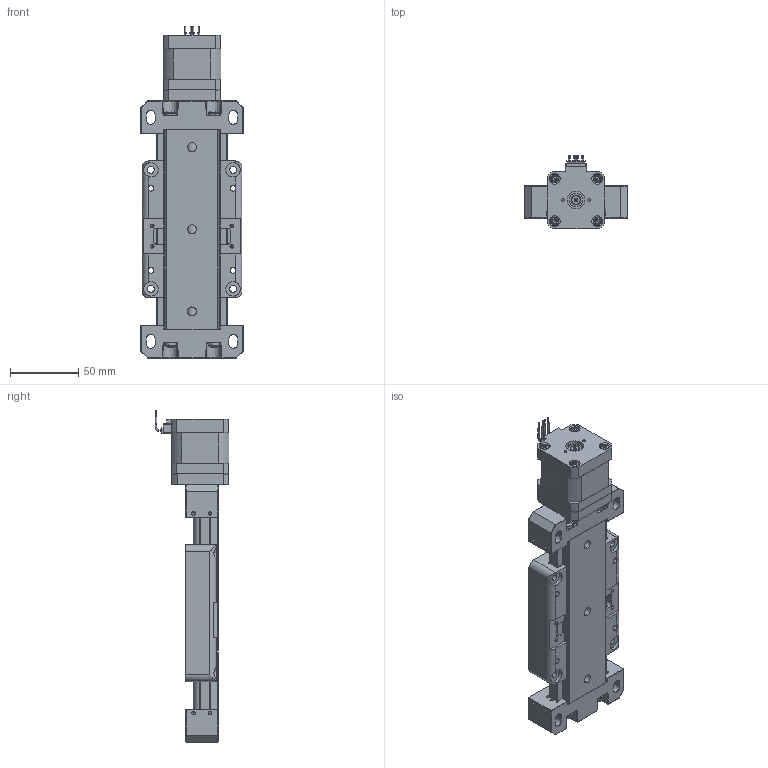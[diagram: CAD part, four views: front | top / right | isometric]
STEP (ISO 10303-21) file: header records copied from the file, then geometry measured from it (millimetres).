
FILE_DESCRIPTION (( 'STEP AP214' ), '1' );
FILE_NAME ('SIMO_F0669CB7FD.step', '2021-09-23T20:45:25', ( '' ), ( '' ), 'SwSTEP 2.0', 'SolidWorks 2019', '' );
FILE_SCHEMA (( 'AUTOMOTIVE_DESIGN' ));
Length unit declared in the file: inch
Products named in the file (5): 9HNW2NBdzE_CADModel_0; SIMO_F0669CB7FD; 9HNW2NBdzE_CADModel_1
Assembly tree (2 placements, depth 2):
  SIMO_F0669CB7FD
    9HNW2NBdzE_CADModel_1
    9HNW2NBdzE_CADModel_0
  9HNW2NBdzE_CADModel_0
  9HNW2NBdzE_CADModel_1
Bounding box: 75 x 53.79 x 242.56 mm (x, y, z)
Volume: 298666.4 mm3; surface area: 130684.4 mm2
Topology: 65 solids, 65 shells, 3343 faces, 8810 edges, 5649 vertices
Faces by surface type: plane 1996, cylinder 830, cone 206, bspline 186, torus 93, sphere 32
Entity records: 155112 total; most frequent: CARTESIAN_POINT 30831, ORIENTED_EDGE 17384, DIRECTION 15515, EDGE_CURVE 8692, VERTEX_POINT 5613, AXIS2_PLACEMENT_3D 5295, LINE 4925, VECTOR 4925
